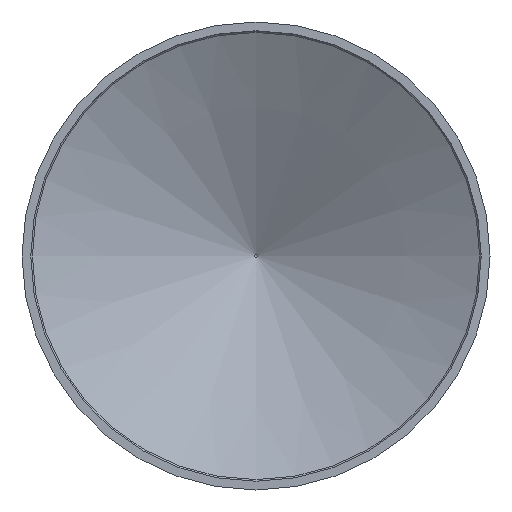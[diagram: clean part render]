
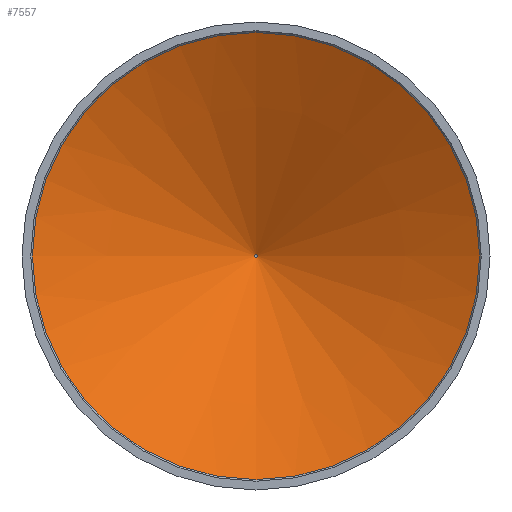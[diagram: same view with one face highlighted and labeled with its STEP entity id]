
A CAD part, front view. The second image highlights one B-rep face of the part: STEP entity #7557.
In plain terms, the highlighted conical face has half-angle 63.094 degrees and reference radius 0.226 mm.
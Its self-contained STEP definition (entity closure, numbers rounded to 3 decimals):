
#64 = AXIS2_PLACEMENT_3D ( 'NONE', #3752, #4903, #7984 ) ;
#746 = CARTESIAN_POINT ( 'NONE',  ( 38.226, 15.162, 0. ) ) ;
#1271 = CARTESIAN_POINT ( 'NONE',  ( 0.226, 34.446, 0. ) ) ;
#1866 = EDGE_CURVE ( 'NONE', #7877, #7877, #3037, .T. ) ;
#2133 = DIRECTION ( 'NONE',  ( 0., -1., 0. ) ) ;
#2186 = CIRCLE ( 'NONE', #7037, 38.226 ) ;
#2423 = FACE_OUTER_BOUND ( 'NONE', #4000, .T. ) ;
#2489 = EDGE_CURVE ( 'NONE', #2741, #2741, #2186, .T. ) ;
#2741 = VERTEX_POINT ( 'NONE', #746 ) ;
#3037 = CIRCLE ( 'NONE', #64, 0.226 ) ;
#3203 = FACE_BOUND ( 'NONE', #4259, .T. ) ;
#3499 = ORIENTED_EDGE ( 'NONE', *, *, #1866, .F. ) ;
#3752 = CARTESIAN_POINT ( 'NONE',  ( 0., 34.446, 0. ) ) ;
#4000 = EDGE_LOOP ( 'NONE', ( #5577 ) ) ;
#4259 = EDGE_LOOP ( 'NONE', ( #3499 ) ) ;
#4271 = DIRECTION ( 'NONE',  ( 1., 0., 0. ) ) ;
#4569 = CARTESIAN_POINT ( 'NONE',  ( 0., 15.162, 0. ) ) ;
#4903 = DIRECTION ( 'NONE',  ( 0., -1., 0. ) ) ;
#5577 = ORIENTED_EDGE ( 'NONE', *, *, #2489, .T. ) ;
#5925 = CONICAL_SURFACE ( 'NONE', #7416, 0.226, 1.101 ) ;
#6079 = DIRECTION ( 'NONE',  ( 0., -1., 0. ) ) ;
#6461 = DIRECTION ( 'NONE',  ( 1., 0., 0. ) ) ;
#7037 = AXIS2_PLACEMENT_3D ( 'NONE', #4569, #2133, #6461 ) ;
#7308 = CARTESIAN_POINT ( 'NONE',  ( 0., 34.446, 0. ) ) ;
#7416 = AXIS2_PLACEMENT_3D ( 'NONE', #7308, #6079, #4271 ) ;
#7557 = ADVANCED_FACE ( 'NONE', ( #2423, #3203 ), #5925, .F. ) ;
#7877 = VERTEX_POINT ( 'NONE', #1271 ) ;
#7984 = DIRECTION ( 'NONE',  ( 1., 0., 0. ) ) ;
